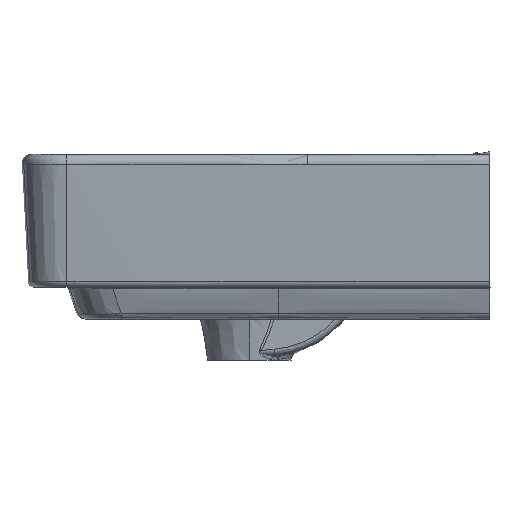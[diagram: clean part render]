
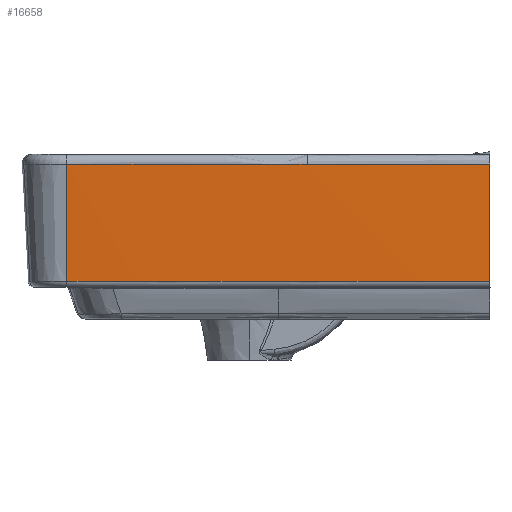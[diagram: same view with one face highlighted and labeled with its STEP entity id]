
A CAD part, left-side view. The second image highlights one B-rep face of the part: STEP entity #16658.
In plain terms, the highlighted conical face has half-angle 3 degrees and reference radius 8461 mm.
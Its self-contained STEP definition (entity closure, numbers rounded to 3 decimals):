
#11610=CARTESIAN_POINT('Vertex',(-293.417,143.959,19.738)) ;
#14679=CARTESIAN_POINT('Vertex',(-298.257,144.045,112.107)) ;
#14687=CARTESIAN_POINT('Line Origine',(-131100.486,2464.135,2496359.917)) ;
#15393=CARTESIAN_POINT('Axis2P3D Location',(8161.,-6.,19.738)) ;
#15397=CARTESIAN_POINT('Vertex',(-292.744,-190.,19.738)) ;
#15399=CARTESIAN_POINT('Vertex',(-294.729,-22.967,19.738)) ;
#15402=CARTESIAN_POINT('Axis2P3D Location',(8161.,-6.,19.738)) ;
#16613=CARTESIAN_POINT('Axis2P3D Location',(8161.,-6.,120.)) ;
#16619=CARTESIAN_POINT('Control Point',(-297.592,-190.,112.211)) ;
#16620=CARTESIAN_POINT('Control Point',(-295.168,-190.,65.975)) ;
#16621=CARTESIAN_POINT('Control Point',(-292.744,-190.,19.738)) ;
#16622=CARTESIAN_POINT('Vertex',(-297.592,-190.,112.211)) ;
#16626=CARTESIAN_POINT('Control Point',(-299.494,-45.676,112.108)) ;
#16627=CARTESIAN_POINT('Control Point',(-299.359,-74.544,112.108)) ;
#16628=CARTESIAN_POINT('Control Point',(-299.1,-103.417,112.11)) ;
#16629=CARTESIAN_POINT('Control Point',(-298.721,-132.276,112.153)) ;
#16630=CARTESIAN_POINT('Control Point',(-298.218,-161.14,112.175)) ;
#16631=CARTESIAN_POINT('Control Point',(-297.592,-190.,112.211)) ;
#16632=CARTESIAN_POINT('Vertex',(-299.494,-45.676,112.108)) ;
#16636=CARTESIAN_POINT('Control Point',(-299.57,-22.976,112.107)) ;
#16637=CARTESIAN_POINT('Control Point',(-299.555,-30.543,112.107)) ;
#16638=CARTESIAN_POINT('Control Point',(-299.53,-38.11,112.107)) ;
#16639=CARTESIAN_POINT('Control Point',(-299.494,-45.676,112.107)) ;
#16640=CARTESIAN_POINT('Vertex',(-299.57,-22.976,112.107)) ;
#16644=CARTESIAN_POINT('Control Point',(-298.257,144.045,112.107)) ;
#16645=CARTESIAN_POINT('Control Point',(-299.244,88.377,112.107)) ;
#16646=CARTESIAN_POINT('Control Point',(-299.682,32.7,112.107)) ;
#16647=CARTESIAN_POINT('Control Point',(-299.57,-22.976,112.107)) ;
#14689=VECTOR('Line Direction',#14688,1.) ;
#14688=DIRECTION('Vector Direction',(-0.052,0.001,0.999)) ;
#15394=DIRECTION('Axis2P3D Direction',(0.,0.,-1.)) ;
#15403=DIRECTION('Axis2P3D Direction',(0.,0.,-1.)) ;
#16614=DIRECTION('Axis2P3D Direction',(0.,0.,1.)) ;
#16615=DIRECTION('Axis2P3D XDirection',(-1.,-0.002,0.)) ;
#15395=AXIS2_PLACEMENT_3D('Circle Axis2P3D',#15393,#15394,$) ;
#15404=AXIS2_PLACEMENT_3D('Circle Axis2P3D',#15402,#15403,$) ;
#16616=AXIS2_PLACEMENT_3D('Cone Axis2P3D',#16613,#16614,#16615) ;
#14690=LINE('Line',#14687,#14689) ;
#15396=CIRCLE('generated circle',#15395,8455.746) ;
#15405=CIRCLE('generated circle',#15404,8455.746) ;
#16617=CONICAL_SURFACE('Cone',#16616,8461.001,0.052) ;
#14691=EDGE_CURVE('',#11611,#14680,#14690,.T.) ;
#15401=EDGE_CURVE('',#15398,#15400,#15396,.T.) ;
#15406=EDGE_CURVE('',#15400,#11611,#15405,.T.) ;
#16624=EDGE_CURVE('',#16623,#15398,#16618,.T.) ;
#16634=EDGE_CURVE('',#16633,#16623,#16625,.T.) ;
#16642=EDGE_CURVE('',#16641,#16633,#16635,.T.) ;
#16648=EDGE_CURVE('',#14680,#16641,#16643,.T.) ;
#16650=ORIENTED_EDGE('',*,*,#15406,.F.) ;
#16651=ORIENTED_EDGE('',*,*,#15401,.F.) ;
#16652=ORIENTED_EDGE('',*,*,#16624,.F.) ;
#16653=ORIENTED_EDGE('',*,*,#16634,.F.) ;
#16654=ORIENTED_EDGE('',*,*,#16642,.F.) ;
#16655=ORIENTED_EDGE('',*,*,#16648,.F.) ;
#16656=ORIENTED_EDGE('',*,*,#14691,.F.) ;
#16649=EDGE_LOOP('',(#16650,#16651,#16652,#16653,#16654,#16655,#16656)) ;
#11611=VERTEX_POINT('',#11610) ;
#14680=VERTEX_POINT('',#14679) ;
#15398=VERTEX_POINT('',#15397) ;
#15400=VERTEX_POINT('',#15399) ;
#16623=VERTEX_POINT('',#16622) ;
#16633=VERTEX_POINT('',#16632) ;
#16641=VERTEX_POINT('',#16640) ;
#16658=ADVANCED_FACE('Hauptk\X2\00F6\X0\rper',(#16657),#16617,.T.) ;
#16618=B_SPLINE_CURVE_WITH_KNOTS('',2,(#16619,#16620,#16621),.UNSPECIFIED.,.F.,.U.,(3,3),(-46.3,46.3),.UNSPECIFIED.) ;
#16625=B_SPLINE_CURVE_WITH_KNOTS('',5,(#16626,#16627,#16628,#16629,#16630,#16631),.UNSPECIFIED.,.F.,.U.,(6,6),(0.,144.349),.UNSPECIFIED.) ;
#16635=B_SPLINE_CURVE_WITH_KNOTS('',3,(#16636,#16637,#16638,#16639),.UNSPECIFIED.,.F.,.U.,(4,4),(0.987,1.255),.UNSPECIFIED.) ;
#16643=B_SPLINE_CURVE_WITH_KNOTS('',3,(#16644,#16645,#16646,#16647),.UNSPECIFIED.,.F.,.U.,(4,4),(-0.987,0.987),.UNSPECIFIED.) ;
#16657=FACE_OUTER_BOUND('',#16649,.T.) ;
